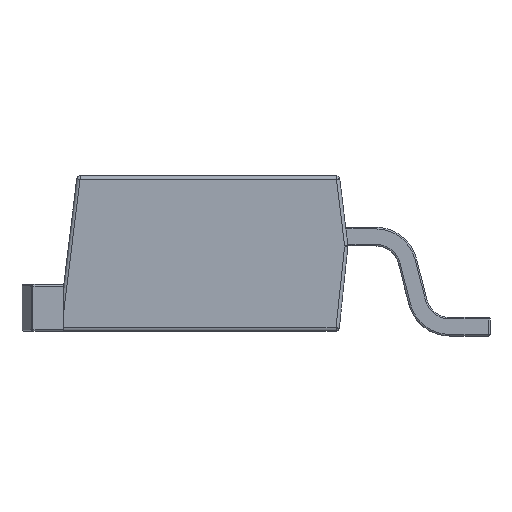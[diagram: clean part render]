
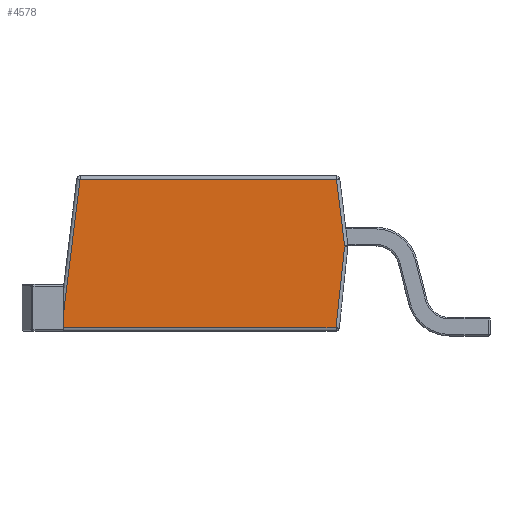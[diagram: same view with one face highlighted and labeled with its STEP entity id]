
A CAD part, left-side view. The second image highlights one B-rep face of the part: STEP entity #4578.
In plain terms, the highlighted planar face has unit normal (-1, 0, 0).
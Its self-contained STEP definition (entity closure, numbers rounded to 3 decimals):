
#114 = CARTESIAN_POINT ( 'NONE',  ( -5.08, -3.963, 4.826 ) ) ;
#419 = CARTESIAN_POINT ( 'NONE',  ( -5.08, 4.32, 0.25 ) ) ;
#567 = ORIENTED_EDGE ( 'NONE', *, *, #769, .T. ) ;
#689 = PLANE ( 'NONE',  #5974 ) ;
#769 = EDGE_CURVE ( 'NONE', #7921, #3976, #11722, .T. ) ;
#900 = EDGE_CURVE ( 'NONE', #3976, #4543, #4862, .T. ) ;
#1198 = LINE ( 'NONE', #2261, #10785 ) ;
#1463 = CARTESIAN_POINT ( 'NONE',  ( -5.08, -4.32, 4.77 ) ) ;
#1567 = EDGE_CURVE ( 'NONE', #4543, #9264, #1198, .T. ) ;
#1623 = FACE_OUTER_BOUND ( 'NONE', #11971, .T. ) ;
#1844 = VECTOR ( 'NONE', #9455, 1000. ) ;
#1942 = DIRECTION ( 'NONE',  ( 0., -1., 0. ) ) ;
#2121 = CARTESIAN_POINT ( 'NONE',  ( -5.08, 3.693, 5.854 ) ) ;
#2157 = LINE ( 'NONE', #2121, #11741 ) ;
#2261 = CARTESIAN_POINT ( 'NONE',  ( -5.08, -4.442, 4.857 ) ) ;
#2308 = LINE ( 'NONE', #1463, #11879 ) ;
#2672 = ORIENTED_EDGE ( 'NONE', *, *, #11265, .T. ) ;
#2899 = CARTESIAN_POINT ( 'NONE',  ( -5.08, -4.048, 0.25 ) ) ;
#3326 = DIRECTION ( 'NONE',  ( 0., 1., 0. ) ) ;
#3667 = VECTOR ( 'NONE', #8507, 1000. ) ;
#3976 = VERTEX_POINT ( 'NONE', #419 ) ;
#4099 = DIRECTION ( 'NONE',  ( 0., -0.105, 0.995 ) ) ;
#4431 = CARTESIAN_POINT ( 'NONE',  ( -5.08, -4.32, 4.87 ) ) ;
#4543 = VERTEX_POINT ( 'NONE', #5187 ) ;
#4578 = ADVANCED_FACE ( 'NONE', ( #1623 ), #689, .F. ) ;
#4862 = LINE ( 'NONE', #2899, #9840 ) ;
#5187 = CARTESIAN_POINT ( 'NONE',  ( -5.08, -3.958, 0.25 ) ) ;
#5335 = DIRECTION ( 'NONE',  ( 0., 0., -1. ) ) ;
#5336 = EDGE_CURVE ( 'NONE', #5370, #7921, #2157, .T. ) ;
#5370 = VERTEX_POINT ( 'NONE', #5906 ) ;
#5906 = CARTESIAN_POINT ( 'NONE',  ( -5.08, 3.826, 4.77 ) ) ;
#5974 = AXIS2_PLACEMENT_3D ( 'NONE', #4431, #10920, #5335 ) ;
#6740 = VERTEX_POINT ( 'NONE', #11609 ) ;
#7420 = ORIENTED_EDGE ( 'NONE', *, *, #900, .T. ) ;
#7677 = DIRECTION ( 'NONE',  ( 0., 0.122, -0.993 ) ) ;
#7921 = VERTEX_POINT ( 'NONE', #8205 ) ;
#8205 = CARTESIAN_POINT ( 'NONE',  ( -5.08, 4.32, 0.749 ) ) ;
#8324 = EDGE_CURVE ( 'NONE', #6740, #5370, #2308, .T. ) ;
#8507 = DIRECTION ( 'NONE',  ( 0., 0.122, 0.993 ) ) ;
#8636 = ORIENTED_EDGE ( 'NONE', *, *, #8324, .T. ) ;
#9264 = VERTEX_POINT ( 'NONE', #12029 ) ;
#9455 = DIRECTION ( 'NONE',  ( 0., 0., -1. ) ) ;
#9840 = VECTOR ( 'NONE', #1942, 1000. ) ;
#10374 = CARTESIAN_POINT ( 'NONE',  ( -5.08, 4.32, 4.87 ) ) ;
#10505 = ORIENTED_EDGE ( 'NONE', *, *, #5336, .T. ) ;
#10785 = VECTOR ( 'NONE', #4099, 1000. ) ;
#10920 = DIRECTION ( 'NONE',  ( 1., 0., 0. ) ) ;
#11077 = LINE ( 'NONE', #114, #3667 ) ;
#11170 = ORIENTED_EDGE ( 'NONE', *, *, #1567, .T. ) ;
#11265 = EDGE_CURVE ( 'NONE', #9264, #6740, #11077, .T. ) ;
#11609 = CARTESIAN_POINT ( 'NONE',  ( -5.08, -3.97, 4.77 ) ) ;
#11722 = LINE ( 'NONE', #10374, #1844 ) ;
#11741 = VECTOR ( 'NONE', #7677, 1000. ) ;
#11879 = VECTOR ( 'NONE', #3326, 1000. ) ;
#11971 = EDGE_LOOP ( 'NONE', ( #567, #7420, #11170, #2672, #8636, #10505 ) ) ;
#12029 = CARTESIAN_POINT ( 'NONE',  ( -5.08, -4.219, 2.739 ) ) ;
